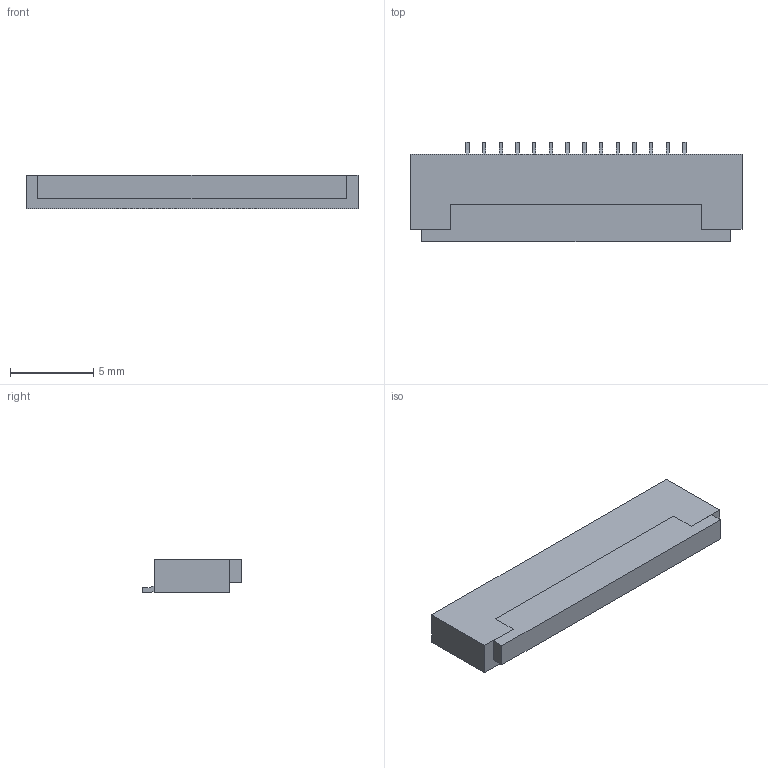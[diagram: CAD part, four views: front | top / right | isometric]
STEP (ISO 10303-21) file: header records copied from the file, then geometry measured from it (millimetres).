
FILE_DESCRIPTION(/* description */ (''),/* implementation_level */ '2;1');
FILE_NAME(/* name */ '1.0K-DX-nPWB.step',/* time_stamp */ '2023-09-17T02:08:33+03:00',/* author */ (''),/* organization */ (''),/* preprocessor_version */ 'ST-DEVELOPER v20',/* originating_system */ 'Autodesk Translation Framework v12.9.0.99',/* authorisation */ '');
FILE_SCHEMA (('AUTOMOTIVE_DESIGN { 1 0 10303 214 3 1 1 }'));
Length unit declared in the file: millimetre
Products named in the file (1): 1.0K-DX-nPWB
Bounding box: 19.9 x 5.95 x 2 mm (x, y, z)
Volume: 199.1 mm3; surface area: 419.9 mm2
Topology: 16 solids, 16 shells, 132 faces, 300 edges, 200 vertices
Faces by surface type: plane 132
Entity records: 3656 total; most frequent: CARTESIAN_POINT 633, ORIENTED_EDGE 600, DIRECTION 566, LINE 300, VECTOR 300, EDGE_CURVE 300, VERTEX_POINT 200, AXIS2_PLACEMENT_3D 133
